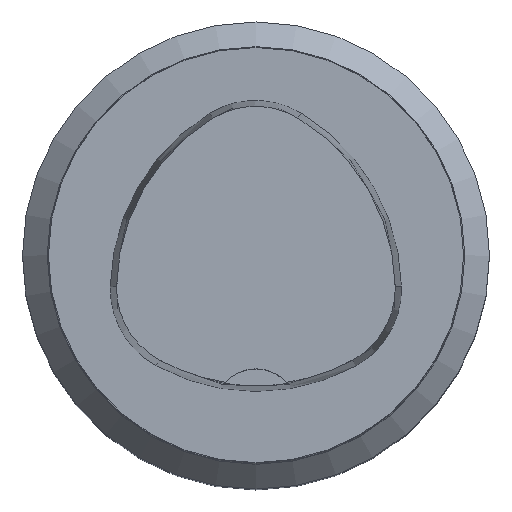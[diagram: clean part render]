
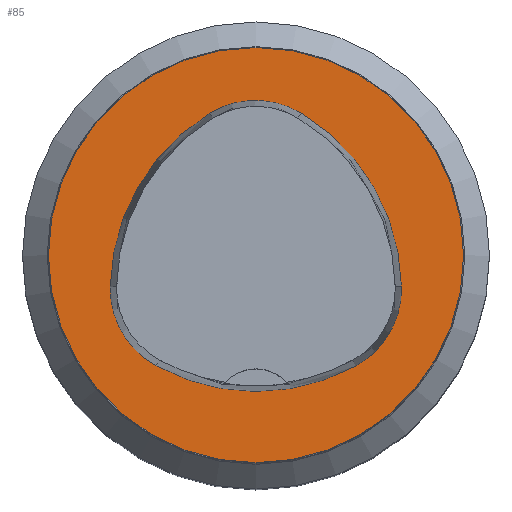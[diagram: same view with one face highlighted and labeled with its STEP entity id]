
A CAD part, top view. The second image highlights one B-rep face of the part: STEP entity #85.
In plain terms, the highlighted planar face has unit normal (0, 0, 1).
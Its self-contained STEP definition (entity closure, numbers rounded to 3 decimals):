
#44=FACE_BOUND('',#143,.T.);
#45=FACE_BOUND('',#144,.T.);
#61=PLANE('',#484);
#85=ADVANCED_FACE('',(#44,#45),#61,.T.);
#143=EDGE_LOOP('',(#254,#255,#256,#257,#258,#259));
#144=EDGE_LOOP('',(#260));
#254=ORIENTED_EDGE('',*,*,#384,.T.);
#255=ORIENTED_EDGE('',*,*,#364,.T.);
#256=ORIENTED_EDGE('',*,*,#368,.T.);
#257=ORIENTED_EDGE('',*,*,#371,.T.);
#258=ORIENTED_EDGE('',*,*,#374,.T.);
#259=ORIENTED_EDGE('',*,*,#382,.T.);
#260=ORIENTED_EDGE('',*,*,#387,.F.);
#326=VERTEX_POINT('',#670);
#327=VERTEX_POINT('',#671);
#330=VERTEX_POINT('',#679);
#332=VERTEX_POINT('',#685);
#334=VERTEX_POINT('',#691);
#341=VERTEX_POINT('',#712);
#342=VERTEX_POINT('',#722);
#364=EDGE_CURVE('',#326,#327,#418,.T.);
#368=EDGE_CURVE('',#327,#330,#420,.T.);
#371=EDGE_CURVE('',#330,#332,#422,.T.);
#374=EDGE_CURVE('',#332,#334,#424,.T.);
#382=EDGE_CURVE('',#334,#341,#428,.T.);
#384=EDGE_CURVE('',#341,#326,#430,.T.);
#387=EDGE_CURVE('',#342,#342,#433,.T.);
#418=CIRCLE('',#461,20.);
#420=CIRCLE('',#464,8.5);
#422=CIRCLE('',#467,20.);
#424=CIRCLE('',#470,8.5);
#428=CIRCLE('',#475,20.);
#430=CIRCLE('',#478,8.5);
#433=CIRCLE('',#483,20.);
#461=AXIS2_PLACEMENT_3D('',#669,#527,#528);
#464=AXIS2_PLACEMENT_3D('',#678,#535,#536);
#467=AXIS2_PLACEMENT_3D('',#684,#542,#543);
#470=AXIS2_PLACEMENT_3D('',#690,#549,#550);
#475=AXIS2_PLACEMENT_3D('',#713,#561,#562);
#478=AXIS2_PLACEMENT_3D('',#716,#567,#568);
#483=AXIS2_PLACEMENT_3D('',#721,#577,#578);
#484=AXIS2_PLACEMENT_3D('',#723,#579,#580);
#527=DIRECTION('',(0.,0.,-1.));
#528=DIRECTION('',(-1.,0.,0.));
#535=DIRECTION('',(0.,0.,-1.));
#536=DIRECTION('',(-1.,0.,0.));
#542=DIRECTION('',(0.,0.,-1.));
#543=DIRECTION('',(-1.,0.,0.));
#549=DIRECTION('',(0.,0.,-1.));
#550=DIRECTION('',(-1.,0.,0.));
#561=DIRECTION('',(0.,0.,-1.));
#562=DIRECTION('',(-1.,0.,0.));
#567=DIRECTION('',(0.,0.,-1.));
#568=DIRECTION('',(-1.,0.,0.));
#577=DIRECTION('',(0.,0.,-1.));
#578=DIRECTION('',(-1.,0.,0.));
#579=DIRECTION('',(0.,0.,1.));
#580=DIRECTION('',(1.,0.,0.));
#669=CARTESIAN_POINT('',(5.955,-3.414,0.));
#670=CARTESIAN_POINT('',(-14.041,-3.042,0.));
#671=CARTESIAN_POINT('',(-4.472,13.653,0.));
#678=CARTESIAN_POINT('',(-0.04,6.4,0.));
#679=CARTESIAN_POINT('',(4.347,13.68,0.));
#684=CARTESIAN_POINT('',(-5.976,-3.45,0.));
#685=CARTESIAN_POINT('',(14.021,-3.075,0.));
#690=CARTESIAN_POINT('',(5.522,-3.235,0.));
#691=CARTESIAN_POINT('',(9.588,-10.699,0.));
#712=CARTESIAN_POINT('',(-9.655,-10.639,0.));
#713=CARTESIAN_POINT('',(0.022,6.864,0.));
#716=CARTESIAN_POINT('',(-5.543,-3.2,0.));
#721=CARTESIAN_POINT('',(0.,0.,0.));
#722=CARTESIAN_POINT('',(-20.,0.,0.));
#723=CARTESIAN_POINT('',(0.,0.,0.));
